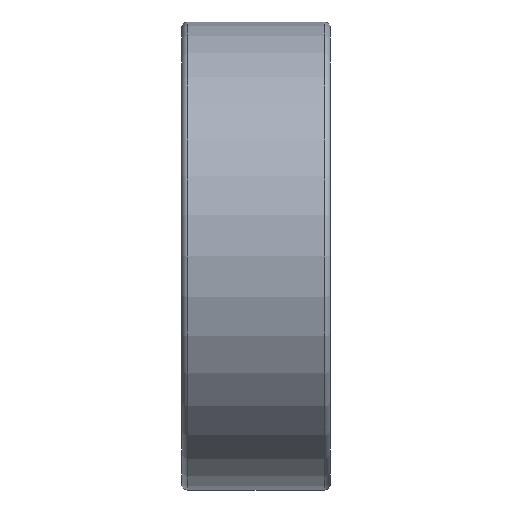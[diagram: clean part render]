
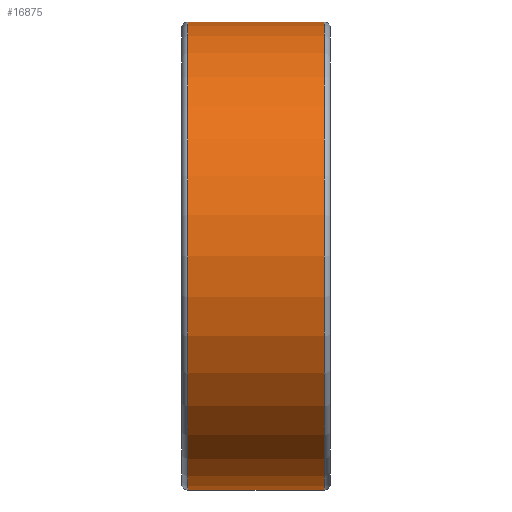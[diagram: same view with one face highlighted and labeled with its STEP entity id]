
A CAD part, front view. The second image highlights one B-rep face of the part: STEP entity #16875.
In plain terms, the highlighted cylindrical face has radius 11 mm (diameter 22 mm), a full revolution.
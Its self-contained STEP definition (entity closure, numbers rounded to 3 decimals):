
#16722 = TOROIDAL_SURFACE('',#16723,10.7,0.3);
#16723 = AXIS2_PLACEMENT_3D('',#16724,#16725,#16726);
#16724 = CARTESIAN_POINT('',(-3.2,0.,0.));
#16725 = DIRECTION('',(1.,0.,0.));
#16726 = DIRECTION('',(-0.,1.,0.));
#16769 = VERTEX_POINT('',#16770);
#16770 = CARTESIAN_POINT('',(-3.2,11.,0.));
#16794 = EDGE_CURVE('',#16769,#16769,#16795,.T.);
#16795 = SURFACE_CURVE('',#16796,(#16801,#16808),.PCURVE_S1.);
#16796 = CIRCLE('',#16797,11.);
#16797 = AXIS2_PLACEMENT_3D('',#16798,#16799,#16800);
#16798 = CARTESIAN_POINT('',(-3.2,0.,0.));
#16799 = DIRECTION('',(1.,0.,0.));
#16800 = DIRECTION('',(-0.,1.,0.));
#16801 = PCURVE('',#16722,#16802);
#16802 = DEFINITIONAL_REPRESENTATION('',(#16803),#16807);
#16803 = LINE('',#16804,#16805);
#16804 = CARTESIAN_POINT('',(0.,6.283));
#16805 = VECTOR('',#16806,1.);
#16806 = DIRECTION('',(1.,0.));
#16807 = ( GEOMETRIC_REPRESENTATION_CONTEXT(2) 
PARAMETRIC_REPRESENTATION_CONTEXT() REPRESENTATION_CONTEXT('2D SPACE',''
  ) );
#16808 = PCURVE('',#16809,#16814);
#16809 = CYLINDRICAL_SURFACE('',#16810,11.);
#16810 = AXIS2_PLACEMENT_3D('',#16811,#16812,#16813);
#16811 = CARTESIAN_POINT('',(-3.5,0.,0.));
#16812 = DIRECTION('',(1.,0.,0.));
#16813 = DIRECTION('',(0.,1.,0.));
#16814 = DEFINITIONAL_REPRESENTATION('',(#16815),#16819);
#16815 = LINE('',#16816,#16817);
#16816 = CARTESIAN_POINT('',(0.,0.3));
#16817 = VECTOR('',#16818,1.);
#16818 = DIRECTION('',(1.,0.));
#16819 = ( GEOMETRIC_REPRESENTATION_CONTEXT(2) 
PARAMETRIC_REPRESENTATION_CONTEXT() REPRESENTATION_CONTEXT('2D SPACE',''
  ) );
#16875 = ADVANCED_FACE('',(#16876),#16809,.T.);
#16876 = FACE_BOUND('',#16877,.T.);
#16877 = EDGE_LOOP('',(#16878,#16901,#16902,#16903));
#16878 = ORIENTED_EDGE('',*,*,#16879,.F.);
#16879 = EDGE_CURVE('',#16769,#16880,#16882,.T.);
#16880 = VERTEX_POINT('',#16881);
#16881 = CARTESIAN_POINT('',(3.2,11.,0.));
#16882 = SEAM_CURVE('',#16883,(#16887,#16894),.PCURVE_S1.);
#16883 = LINE('',#16884,#16885);
#16884 = CARTESIAN_POINT('',(-3.5,11.,0.));
#16885 = VECTOR('',#16886,1.);
#16886 = DIRECTION('',(1.,0.,0.));
#16887 = PCURVE('',#16809,#16888);
#16888 = DEFINITIONAL_REPRESENTATION('',(#16889),#16893);
#16889 = LINE('',#16890,#16891);
#16890 = CARTESIAN_POINT('',(0.,0.));
#16891 = VECTOR('',#16892,1.);
#16892 = DIRECTION('',(0.,1.));
#16893 = ( GEOMETRIC_REPRESENTATION_CONTEXT(2) 
PARAMETRIC_REPRESENTATION_CONTEXT() REPRESENTATION_CONTEXT('2D SPACE',''
  ) );
#16894 = PCURVE('',#16809,#16895);
#16895 = DEFINITIONAL_REPRESENTATION('',(#16896),#16900);
#16896 = LINE('',#16897,#16898);
#16897 = CARTESIAN_POINT('',(6.283,0.));
#16898 = VECTOR('',#16899,1.);
#16899 = DIRECTION('',(0.,1.));
#16900 = ( GEOMETRIC_REPRESENTATION_CONTEXT(2) 
PARAMETRIC_REPRESENTATION_CONTEXT() REPRESENTATION_CONTEXT('2D SPACE',''
  ) );
#16901 = ORIENTED_EDGE('',*,*,#16794,.T.);
#16902 = ORIENTED_EDGE('',*,*,#16879,.T.);
#16903 = ORIENTED_EDGE('',*,*,#16904,.F.);
#16904 = EDGE_CURVE('',#16880,#16880,#16905,.T.);
#16905 = SURFACE_CURVE('',#16906,(#16911,#16918),.PCURVE_S1.);
#16906 = CIRCLE('',#16907,11.);
#16907 = AXIS2_PLACEMENT_3D('',#16908,#16909,#16910);
#16908 = CARTESIAN_POINT('',(3.2,0.,0.));
#16909 = DIRECTION('',(1.,0.,0.));
#16910 = DIRECTION('',(-0.,1.,0.));
#16911 = PCURVE('',#16809,#16912);
#16912 = DEFINITIONAL_REPRESENTATION('',(#16913),#16917);
#16913 = LINE('',#16914,#16915);
#16914 = CARTESIAN_POINT('',(0.,6.7));
#16915 = VECTOR('',#16916,1.);
#16916 = DIRECTION('',(1.,0.));
#16917 = ( GEOMETRIC_REPRESENTATION_CONTEXT(2) 
PARAMETRIC_REPRESENTATION_CONTEXT() REPRESENTATION_CONTEXT('2D SPACE',''
  ) );
#16918 = PCURVE('',#16919,#16924);
#16919 = TOROIDAL_SURFACE('',#16920,10.7,0.3);
#16920 = AXIS2_PLACEMENT_3D('',#16921,#16922,#16923);
#16921 = CARTESIAN_POINT('',(3.2,0.,0.));
#16922 = DIRECTION('',(1.,0.,0.));
#16923 = DIRECTION('',(-0.,1.,0.));
#16924 = DEFINITIONAL_REPRESENTATION('',(#16925),#16929);
#16925 = LINE('',#16926,#16927);
#16926 = CARTESIAN_POINT('',(0.,0.));
#16927 = VECTOR('',#16928,1.);
#16928 = DIRECTION('',(1.,0.));
#16929 = ( GEOMETRIC_REPRESENTATION_CONTEXT(2) 
PARAMETRIC_REPRESENTATION_CONTEXT() REPRESENTATION_CONTEXT('2D SPACE',''
  ) );
